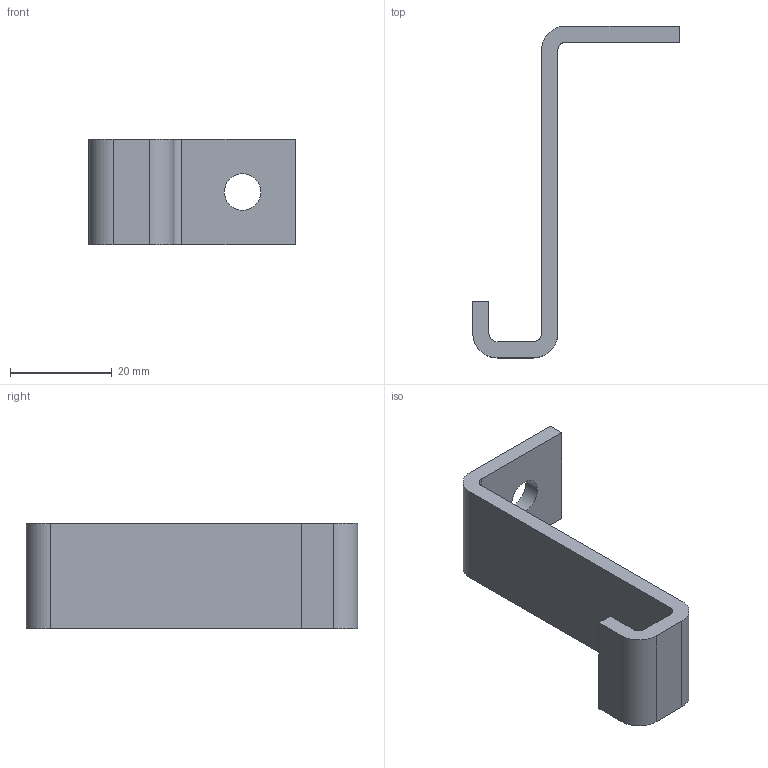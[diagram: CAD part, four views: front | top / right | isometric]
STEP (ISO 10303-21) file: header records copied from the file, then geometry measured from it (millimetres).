
FILE_DESCRIPTION(('TurboCAD Mac Pro'),'Build 980');
FILE_NAME('P5560.stp',' ',(''),(''),'ACIS Interop','IMSI','TurboCAD Mac Pro BY IMSI, INCORPORATED');
FILE_SCHEMA(('automotive_design'));
Length unit declared in the file: inch
Products named in the file (2): 1; 2
Bounding box: 40.48 x 65.08 x 20.64 mm (x, y, z)
Volume: 6832.6 mm3; surface area: 5181.2 mm2
Topology: 1 solids, 1 shells, 22 faces, 60 edges, 40 vertices
Faces by surface type: plane 12, bspline 10
Entity records: 1164 total; most frequent: CARTESIAN_POINT 288, ORIENTED_EDGE 120, DIRECTION 78, EDGE_CURVE 60, LINE 50, VECTOR 50, VERTEX_POINT 40, STYLED_ITEM 39
